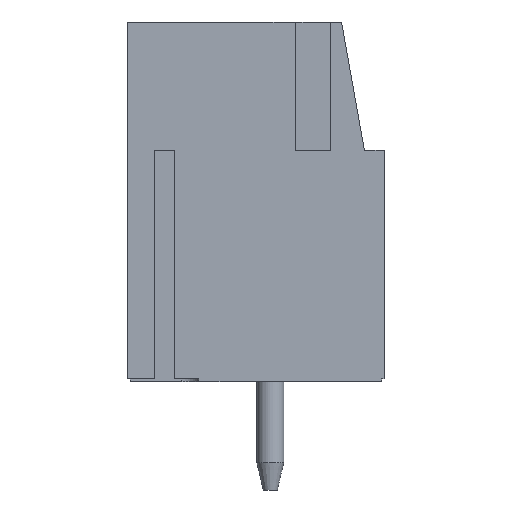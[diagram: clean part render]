
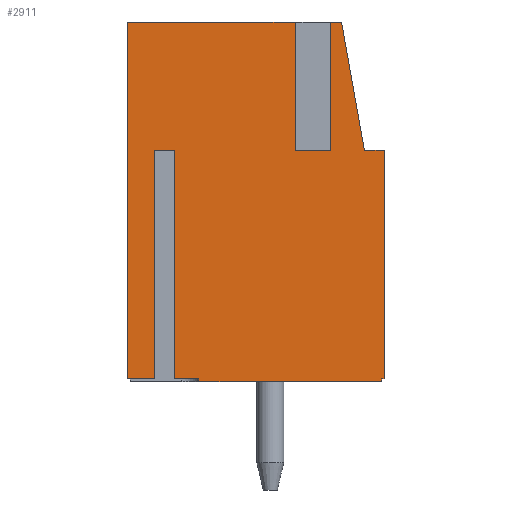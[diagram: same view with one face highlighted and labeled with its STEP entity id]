
A CAD part, left-side view. The second image highlights one B-rep face of the part: STEP entity #2911.
In plain terms, the highlighted planar face has unit normal (-1, 0, 0).
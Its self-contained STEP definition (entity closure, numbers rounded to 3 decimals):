
#256=ORIENTED_EDGE('',*,*,#1100,.F.);
#257=ORIENTED_EDGE('',*,*,#1101,.T.);
#258=ORIENTED_EDGE('',*,*,#1102,.T.);
#259=ORIENTED_EDGE('',*,*,#1103,.F.);
#260=ORIENTED_EDGE('',*,*,#1104,.T.);
#261=ORIENTED_EDGE('',*,*,#1105,.T.);
#262=ORIENTED_EDGE('',*,*,#1106,.F.);
#263=ORIENTED_EDGE('',*,*,#1107,.F.);
#264=ORIENTED_EDGE('',*,*,#1108,.T.);
#265=ORIENTED_EDGE('',*,*,#1109,.T.);
#266=ORIENTED_EDGE('',*,*,#1110,.F.);
#267=ORIENTED_EDGE('',*,*,#1111,.F.);
#268=ORIENTED_EDGE('',*,*,#1112,.T.);
#269=ORIENTED_EDGE('',*,*,#1113,.T.);
#270=ORIENTED_EDGE('',*,*,#1114,.F.);
#271=ORIENTED_EDGE('',*,*,#1115,.T.);
#272=ORIENTED_EDGE('',*,*,#1116,.T.);
#273=ORIENTED_EDGE('',*,*,#1117,.F.);
#1100=EDGE_CURVE('',#1522,#1523,#1796,.T.);
#1101=EDGE_CURVE('',#1522,#1524,#1797,.T.);
#1102=EDGE_CURVE('',#1524,#1525,#1798,.T.);
#1103=EDGE_CURVE('',#1526,#1525,#1799,.T.);
#1104=EDGE_CURVE('',#1526,#1527,#1800,.T.);
#1105=EDGE_CURVE('',#1527,#1528,#1801,.T.);
#1106=EDGE_CURVE('',#1529,#1528,#1802,.T.);
#1107=EDGE_CURVE('',#1530,#1529,#1803,.T.);
#1108=EDGE_CURVE('',#1530,#1531,#1804,.T.);
#1109=EDGE_CURVE('',#1531,#1532,#1805,.T.);
#1110=EDGE_CURVE('',#1533,#1532,#1806,.T.);
#1111=EDGE_CURVE('',#1534,#1533,#1807,.T.);
#1112=EDGE_CURVE('',#1534,#1535,#1808,.T.);
#1113=EDGE_CURVE('',#1535,#1536,#1809,.T.);
#1114=EDGE_CURVE('',#1537,#1536,#1810,.T.);
#1115=EDGE_CURVE('',#1537,#1538,#1811,.T.);
#1116=EDGE_CURVE('',#1538,#1539,#1812,.T.);
#1117=EDGE_CURVE('',#1523,#1539,#1813,.T.);
#1522=VERTEX_POINT('',#4668);
#1523=VERTEX_POINT('',#4669);
#1524=VERTEX_POINT('',#4671);
#1525=VERTEX_POINT('',#4673);
#1526=VERTEX_POINT('',#4675);
#1527=VERTEX_POINT('',#4677);
#1528=VERTEX_POINT('',#4679);
#1529=VERTEX_POINT('',#4681);
#1530=VERTEX_POINT('',#4683);
#1531=VERTEX_POINT('',#4685);
#1532=VERTEX_POINT('',#4687);
#1533=VERTEX_POINT('',#4689);
#1534=VERTEX_POINT('',#4691);
#1535=VERTEX_POINT('',#4693);
#1536=VERTEX_POINT('',#4695);
#1537=VERTEX_POINT('',#4697);
#1538=VERTEX_POINT('',#4699);
#1539=VERTEX_POINT('',#4701);
#1796=LINE('',#4667,#2099);
#1797=LINE('',#4670,#2100);
#1798=LINE('',#4672,#2101);
#1799=LINE('',#4674,#2102);
#1800=LINE('',#4676,#2103);
#1801=LINE('',#4678,#2104);
#1802=LINE('',#4680,#2105);
#1803=LINE('',#4682,#2106);
#1804=LINE('',#4684,#2107);
#1805=LINE('',#4686,#2108);
#1806=LINE('',#4688,#2109);
#1807=LINE('',#4690,#2110);
#1808=LINE('',#4692,#2111);
#1809=LINE('',#4694,#2112);
#1810=LINE('',#4696,#2113);
#1811=LINE('',#4698,#2114);
#1812=LINE('',#4700,#2115);
#1813=LINE('',#4702,#2116);
#2099=VECTOR('',#3771,1000.);
#2100=VECTOR('',#3772,1000.);
#2101=VECTOR('',#3773,1000.);
#2102=VECTOR('',#3774,1000.);
#2103=VECTOR('',#3775,1000.);
#2104=VECTOR('',#3776,1000.);
#2105=VECTOR('',#3777,1000.);
#2106=VECTOR('',#3778,1000.);
#2107=VECTOR('',#3779,1000.);
#2108=VECTOR('',#3780,1000.);
#2109=VECTOR('',#3781,1000.);
#2110=VECTOR('',#3782,1000.);
#2111=VECTOR('',#3783,1000.);
#2112=VECTOR('',#3784,1000.);
#2113=VECTOR('',#3785,1000.);
#2114=VECTOR('',#3786,1000.);
#2115=VECTOR('',#3787,1000.);
#2116=VECTOR('',#3788,1000.);
#2389=EDGE_LOOP('',(#256,#257,#258,#259,#260,#261,#262,#263,#264,#265,#266,
#267,#268,#269,#270,#271,#272,#273));
#2595=FACE_BOUND('',#2389,.T.);
#2800=PLANE('',#3452);
#2911=ADVANCED_FACE('',(#2595),#2800,.F.);
#3452=AXIS2_PLACEMENT_3D('',#4666,#3769,#3770);
#3769=DIRECTION('',(1.,0.,0.));
#3770=DIRECTION('',(0.,1.,0.));
#3771=DIRECTION('',(0.,0.,1.));
#3772=DIRECTION('',(0.,1.,0.));
#3773=DIRECTION('',(0.,0.,1.));
#3774=DIRECTION('',(0.,-1.,0.));
#3775=DIRECTION('',(0.,0.,-1.));
#3776=DIRECTION('',(0.,-1.,0.));
#3777=DIRECTION('',(0.,0.,-1.));
#3778=DIRECTION('',(0.,1.,0.));
#3779=DIRECTION('',(0.,0.,-1.));
#3780=DIRECTION('',(0.,-1.,0.));
#3781=DIRECTION('',(0.,0.,1.));
#3782=DIRECTION('',(0.,1.,0.));
#3783=DIRECTION('',(0.,0.,1.));
#3784=DIRECTION('',(0.,-1.,0.));
#3785=DIRECTION('',(0.,0.,-1.));
#3786=DIRECTION('',(0.,1.,0.));
#3787=DIRECTION('',(0.,0.175,0.985));
#3788=DIRECTION('',(0.,-1.,0.));
#4666=CARTESIAN_POINT('',(-5.,5.,12.5));
#4667=CARTESIAN_POINT('',(-5.,-1.85,8.));
#4668=CARTESIAN_POINT('',(-5.,-1.85,8.));
#4669=CARTESIAN_POINT('',(-5.,-1.85,12.5));
#4670=CARTESIAN_POINT('',(-5.,-1.85,8.));
#4671=CARTESIAN_POINT('',(-5.,-1.15,8.));
#4672=CARTESIAN_POINT('',(-5.,-1.15,8.));
#4673=CARTESIAN_POINT('',(-5.,-1.15,12.5));
#4674=CARTESIAN_POINT('',(-5.,5.,12.5));
#4675=CARTESIAN_POINT('',(-5.,5.,12.5));
#4676=CARTESIAN_POINT('',(-5.,5.,12.5));
#4677=CARTESIAN_POINT('',(-5.,5.,0.));
#4678=CARTESIAN_POINT('',(-5.,5.,0.));
#4679=CARTESIAN_POINT('',(-5.,4.05,0.));
#4680=CARTESIAN_POINT('',(-5.,4.05,8.));
#4681=CARTESIAN_POINT('',(-5.,4.05,8.));
#4682=CARTESIAN_POINT('',(-5.,3.35,8.));
#4683=CARTESIAN_POINT('',(-5.,3.35,8.));
#4684=CARTESIAN_POINT('',(-5.,3.35,8.));
#4685=CARTESIAN_POINT('',(-5.,3.35,0.));
#4686=CARTESIAN_POINT('',(-5.,5.,0.));
#4687=CARTESIAN_POINT('',(-5.,2.5,0.));
#4688=CARTESIAN_POINT('',(-5.,2.5,-0.1));
#4689=CARTESIAN_POINT('',(-5.,2.5,-0.1));
#4690=CARTESIAN_POINT('',(-5.,-3.9,-0.1));
#4691=CARTESIAN_POINT('',(-5.,-3.9,-0.1));
#4692=CARTESIAN_POINT('',(-5.,-3.9,-0.1));
#4693=CARTESIAN_POINT('',(-5.,-3.9,0.));
#4694=CARTESIAN_POINT('',(-5.,5.,0.));
#4695=CARTESIAN_POINT('',(-5.,-4.,0.));
#4696=CARTESIAN_POINT('',(-5.,-4.,12.5));
#4697=CARTESIAN_POINT('',(-5.,-4.,8.));
#4698=CARTESIAN_POINT('',(-5.,5.,8.));
#4699=CARTESIAN_POINT('',(-5.,-3.3,8.));
#4700=CARTESIAN_POINT('',(-5.,-2.27,13.792));
#4701=CARTESIAN_POINT('',(-5.,-2.5,12.5));
#4702=CARTESIAN_POINT('',(-5.,5.,12.5));
